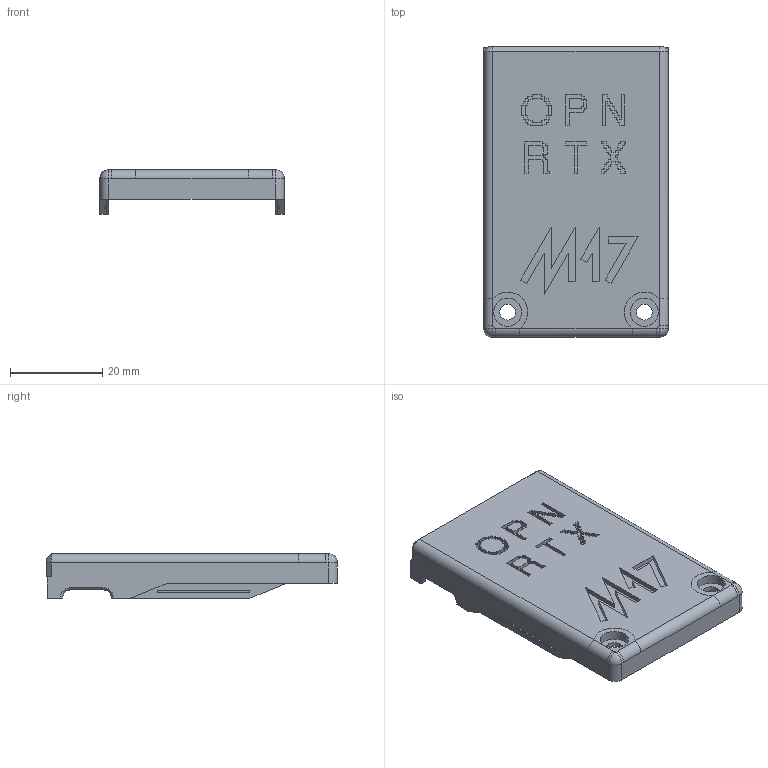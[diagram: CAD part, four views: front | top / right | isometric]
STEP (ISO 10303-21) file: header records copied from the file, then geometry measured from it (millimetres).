
FILE_DESCRIPTION(('FreeCAD Model'),'2;1');
FILE_NAME('Open CASCADE Shape Model','2023-07-05T19:15:48',('Author'),( ''),'Open CASCADE STEP processor 7.6','FreeCAD','Unknown');
FILE_SCHEMA(('AUTOMOTIVE_DESIGN { 1 0 10303 214 1 1 1 1 }'));
Length unit declared in the file: millimetre
Products named in the file (1): Body_top_case
Bounding box: 40 x 62.95 x 9.66 mm (x, y, z)
Volume: 5065.3 mm3; surface area: 7795.1 mm2
Topology: 1 solids, 1 shells, 643 faces, 1833 edges, 1206 vertices
Faces by surface type: extrusion 518, plane 91, cylinder 22, cone 6, bspline 4, sphere 2
Full cylindrical faces by diameter (mm): 3.4 x2, 6.1 x2
Entity records: 42894 total; most frequent: CARTESIAN_POINT 10250, DIRECTION 4177, VECTOR 3805, ORIENTED_EDGE 3662, PCURVE 3662, DEFINITIONAL_REPRESENTATION 3662, LINE 3287, B_SPLINE_CURVE_WITH_KNOTS 2619
